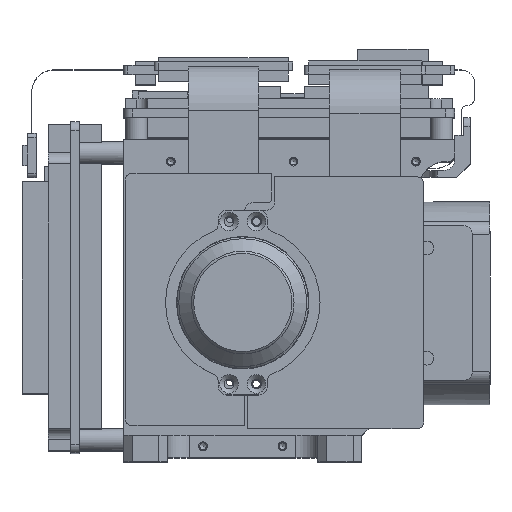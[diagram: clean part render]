
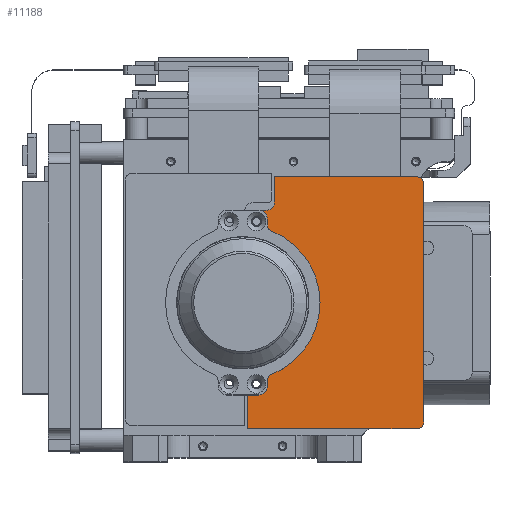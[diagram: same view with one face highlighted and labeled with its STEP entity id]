
A CAD part, top view. The second image highlights one B-rep face of the part: STEP entity #11188.
In plain terms, the highlighted planar face has unit normal (0, 0, 1).
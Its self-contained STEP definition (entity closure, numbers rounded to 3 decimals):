
#145 = ORIENTED_EDGE ( 'NONE', *, *, #25568, .F. ) ;
#227 = EDGE_CURVE ( 'NONE', #15588, #905, #12035, .T. ) ;
#454 = ORIENTED_EDGE ( 'NONE', *, *, #227, .F. ) ;
#905 = VERTEX_POINT ( 'NONE', #30020 ) ;
#1204 = ORIENTED_EDGE ( 'NONE', *, *, #8366, .T. ) ;
#1278 = AXIS2_PLACEMENT_3D ( 'NONE', #5891, #27110, #24358 ) ;
#2015 = DIRECTION ( 'NONE',  ( -1., 0., 0. ) ) ;
#2211 = ORIENTED_EDGE ( 'NONE', *, *, #29681, .T. ) ;
#2251 = VERTEX_POINT ( 'NONE', #27418 ) ;
#2341 = AXIS2_PLACEMENT_3D ( 'NONE', #6795, #17162, #17332 ) ;
#2790 = DIRECTION ( 'NONE',  ( 1., 0., 0. ) ) ;
#2973 = CARTESIAN_POINT ( 'NONE',  ( 17., -12.661, 71.23 ) ) ;
#3040 = CARTESIAN_POINT ( 'NONE',  ( 55.5, 28.5, 71.23 ) ) ;
#3065 = EDGE_LOOP ( 'NONE', ( #19432 ) ) ;
#3239 = ORIENTED_EDGE ( 'NONE', *, *, #24525, .T. ) ;
#3429 = CARTESIAN_POINT ( 'NONE',  ( 21.2, 22.9, 71.23 ) ) ;
#3438 = EDGE_CURVE ( 'NONE', #28980, #24192, #27433, .T. ) ;
#3547 = CARTESIAN_POINT ( 'NONE',  ( 19.6, 20.9, 71.23 ) ) ;
#4167 = LINE ( 'NONE', #32845, #28094 ) ;
#4262 = ORIENTED_EDGE ( 'NONE', *, *, #5868, .F. ) ;
#5213 = VERTEX_POINT ( 'NONE', #27901 ) ;
#5393 = LINE ( 'NONE', #32317, #28939 ) ;
#5651 = VECTOR ( 'NONE', #23688, 1000. ) ;
#5696 = DIRECTION ( 'NONE',  ( -1., 0., 0. ) ) ;
#5868 = EDGE_CURVE ( 'NONE', #12939, #20235, #5393, .T. ) ;
#5891 = CARTESIAN_POINT ( 'NONE',  ( 19.1, 18.4, 71.23 ) ) ;
#6005 = CIRCLE ( 'NONE', #22535, 1.5 ) ;
#6684 = EDGE_CURVE ( 'NONE', #12939, #24192, #31219, .T. ) ;
#6753 = VECTOR ( 'NONE', #33702, 1000. ) ;
#6795 = CARTESIAN_POINT ( 'NONE',  ( 55.5, -27., 71.23 ) ) ;
#6920 = EDGE_LOOP ( 'NONE', ( #1204, #3239, #454, #2211, #145, #28788, #29213, #21085, #4262, #19315, #7067, #21116 ) ) ;
#7067 = ORIENTED_EDGE ( 'NONE', *, *, #3438, .F. ) ;
#7276 = EDGE_CURVE ( 'NONE', #12771, #20235, #6005, .T. ) ;
#8053 = CARTESIAN_POINT ( 'NONE',  ( 55.5, -28.5, 71.23 ) ) ;
#8322 = LINE ( 'NONE', #18528, #5651 ) ;
#8366 = EDGE_CURVE ( 'NONE', #5213, #19373, #8506, .T. ) ;
#8506 = CIRCLE ( 'NONE', #27807, 1. ) ;
#8527 = DIRECTION ( 'NONE',  ( 1., 0., 0. ) ) ;
#9046 = DIRECTION ( 'NONE',  ( 1., 0., 0. ) ) ;
#9258 = AXIS2_PLACEMENT_3D ( 'NONE', #13888, #24580, #8527 ) ;
#9390 = CARTESIAN_POINT ( 'NONE',  ( 16.2, 29.64, 71.23 ) ) ;
#10613 = EDGE_CURVE ( 'NONE', #18093, #18093, #10792, .T. ) ;
#10742 = AXIS2_PLACEMENT_3D ( 'NONE', #9390, #22692, #29785 ) ;
#10792 = CIRCLE ( 'NONE', #17959, 1.1 ) ;
#11152 = VERTEX_POINT ( 'NONE', #14414 ) ;
#11188 = ADVANCED_FACE ( 'NONE', ( #33241, #22514, #16840 ), #33056, .T. ) ;
#11638 = DIRECTION ( 'NONE',  ( 0., 0., 1. ) ) ;
#12035 = CIRCLE ( 'NONE', #9258, 12.7 ) ;
#12580 = CARTESIAN_POINT ( 'NONE',  ( 19.1, -18.4, 71.23 ) ) ;
#12771 = VERTEX_POINT ( 'NONE', #16807 ) ;
#12939 = VERTEX_POINT ( 'NONE', #31287 ) ;
#13495 = DIRECTION ( 'NONE',  ( 0., 0., 1. ) ) ;
#13747 = VECTOR ( 'NONE', #30875, 1000. ) ;
#13888 = CARTESIAN_POINT ( 'NONE',  ( 16., 0., 71.23 ) ) ;
#14077 = LINE ( 'NONE', #3547, #14774 ) ;
#14229 = CARTESIAN_POINT ( 'NONE',  ( 18., 19.9, 71.23 ) ) ;
#14414 = CARTESIAN_POINT ( 'NONE',  ( 17., -28.5, 71.23 ) ) ;
#14550 = DIRECTION ( 'NONE',  ( 0., -1., 0. ) ) ;
#14774 = VECTOR ( 'NONE', #15999, 1000. ) ;
#15080 = CARTESIAN_POINT ( 'NONE',  ( 17., 19.9, 71.23 ) ) ;
#15454 = EDGE_CURVE ( 'NONE', #27701, #27701, #16159, .T. ) ;
#15588 = VERTEX_POINT ( 'NONE', #2973 ) ;
#15999 = DIRECTION ( 'NONE',  ( -1., 0., 0. ) ) ;
#16159 = CIRCLE ( 'NONE', #1278, 1.1 ) ;
#16426 = VERTEX_POINT ( 'NONE', #8053 ) ;
#16807 = CARTESIAN_POINT ( 'NONE',  ( 57., 27., 71.23 ) ) ;
#16840 = FACE_OUTER_BOUND ( 'NONE', #6920, .T. ) ;
#17162 = DIRECTION ( 'NONE',  ( 0., 0., 1. ) ) ;
#17221 = CARTESIAN_POINT ( 'NONE',  ( 36.25, -28.5, 71.23 ) ) ;
#17332 = DIRECTION ( 'NONE',  ( 1., 0., 0. ) ) ;
#17570 = CARTESIAN_POINT ( 'NONE',  ( 23.2, 25.7, 71.23 ) ) ;
#17766 = CARTESIAN_POINT ( 'NONE',  ( 20.2, -18.4, 71.23 ) ) ;
#17959 = AXIS2_PLACEMENT_3D ( 'NONE', #12580, #28309, #23110 ) ;
#18093 = VERTEX_POINT ( 'NONE', #17766 ) ;
#18164 = EDGE_CURVE ( 'NONE', #12771, #2251, #8322, .T. ) ;
#18353 = CARTESIAN_POINT ( 'NONE',  ( 17., -4.3, 71.23 ) ) ;
#18528 = CARTESIAN_POINT ( 'NONE',  ( 57., 0., 71.23 ) ) ;
#19120 = CARTESIAN_POINT ( 'NONE',  ( 23.2, 22.9, 71.23 ) ) ;
#19315 = ORIENTED_EDGE ( 'NONE', *, *, #6684, .T. ) ;
#19373 = VERTEX_POINT ( 'NONE', #15080 ) ;
#19432 = ORIENTED_EDGE ( 'NONE', *, *, #15454, .F. ) ;
#19797 = LINE ( 'NONE', #17221, #31493 ) ;
#20235 = VERTEX_POINT ( 'NONE', #3040 ) ;
#20395 = EDGE_CURVE ( 'NONE', #16426, #2251, #32113, .T. ) ;
#20911 = CARTESIAN_POINT ( 'NONE',  ( 55.5, 27., 71.23 ) ) ;
#21085 = ORIENTED_EDGE ( 'NONE', *, *, #7276, .T. ) ;
#21116 = ORIENTED_EDGE ( 'NONE', *, *, #32456, .T. ) ;
#22514 = FACE_BOUND ( 'NONE', #3065, .T. ) ;
#22535 = AXIS2_PLACEMENT_3D ( 'NONE', #20911, #13495, #2790 ) ;
#22692 = DIRECTION ( 'NONE',  ( 0., 0., 1. ) ) ;
#23110 = DIRECTION ( 'NONE',  ( 1., 0., 0. ) ) ;
#23688 = DIRECTION ( 'NONE',  ( 0., -1., 0. ) ) ;
#24192 = VERTEX_POINT ( 'NONE', #19120 ) ;
#24358 = DIRECTION ( 'NONE',  ( 1., 0., 0. ) ) ;
#24525 = EDGE_CURVE ( 'NONE', #19373, #905, #4167, .T. ) ;
#24580 = DIRECTION ( 'NONE',  ( 0., 0., 1. ) ) ;
#25568 = EDGE_CURVE ( 'NONE', #16426, #11152, #19797, .T. ) ;
#26099 = LINE ( 'NONE', #18353, #6753 ) ;
#27110 = DIRECTION ( 'NONE',  ( 0., 0., 1. ) ) ;
#27418 = CARTESIAN_POINT ( 'NONE',  ( 57., -27., 71.23 ) ) ;
#27433 = CIRCLE ( 'NONE', #32965, 2. ) ;
#27701 = VERTEX_POINT ( 'NONE', #28374 ) ;
#27807 = AXIS2_PLACEMENT_3D ( 'NONE', #14229, #11638, #9046 ) ;
#27901 = CARTESIAN_POINT ( 'NONE',  ( 18., 20.9, 71.23 ) ) ;
#28094 = VECTOR ( 'NONE', #14550, 1000. ) ;
#28309 = DIRECTION ( 'NONE',  ( 0., 0., 1. ) ) ;
#28374 = CARTESIAN_POINT ( 'NONE',  ( 20.2, 18.4, 71.23 ) ) ;
#28788 = ORIENTED_EDGE ( 'NONE', *, *, #20395, .T. ) ;
#28939 = VECTOR ( 'NONE', #29718, 1000. ) ;
#28980 = VERTEX_POINT ( 'NONE', #33791 ) ;
#29213 = ORIENTED_EDGE ( 'NONE', *, *, #18164, .F. ) ;
#29681 = EDGE_CURVE ( 'NONE', #15588, #11152, #26099, .T. ) ;
#29718 = DIRECTION ( 'NONE',  ( 1., 0., 0. ) ) ;
#29785 = DIRECTION ( 'NONE',  ( 0., -1., 0. ) ) ;
#29810 = EDGE_LOOP ( 'NONE', ( #33658 ) ) ;
#30020 = CARTESIAN_POINT ( 'NONE',  ( 17., 12.661, 71.23 ) ) ;
#30875 = DIRECTION ( 'NONE',  ( 0., -1., 0. ) ) ;
#31219 = LINE ( 'NONE', #17570, #13747 ) ;
#31287 = CARTESIAN_POINT ( 'NONE',  ( 23.2, 28.5, 71.23 ) ) ;
#31493 = VECTOR ( 'NONE', #2015, 1000. ) ;
#32113 = CIRCLE ( 'NONE', #2341, 1.5 ) ;
#32317 = CARTESIAN_POINT ( 'NONE',  ( 39.35, 28.5, 71.23 ) ) ;
#32418 = DIRECTION ( 'NONE',  ( 0., 0., 1. ) ) ;
#32456 = EDGE_CURVE ( 'NONE', #28980, #5213, #14077, .T. ) ;
#32845 = CARTESIAN_POINT ( 'NONE',  ( 17., -4.3, 71.23 ) ) ;
#32965 = AXIS2_PLACEMENT_3D ( 'NONE', #3429, #32418, #5696 ) ;
#33056 = PLANE ( 'NONE',  #10742 ) ;
#33241 = FACE_BOUND ( 'NONE', #29810, .T. ) ;
#33658 = ORIENTED_EDGE ( 'NONE', *, *, #10613, .F. ) ;
#33702 = DIRECTION ( 'NONE',  ( 0., -1., 0. ) ) ;
#33791 = CARTESIAN_POINT ( 'NONE',  ( 21.2, 20.9, 71.23 ) ) ;
